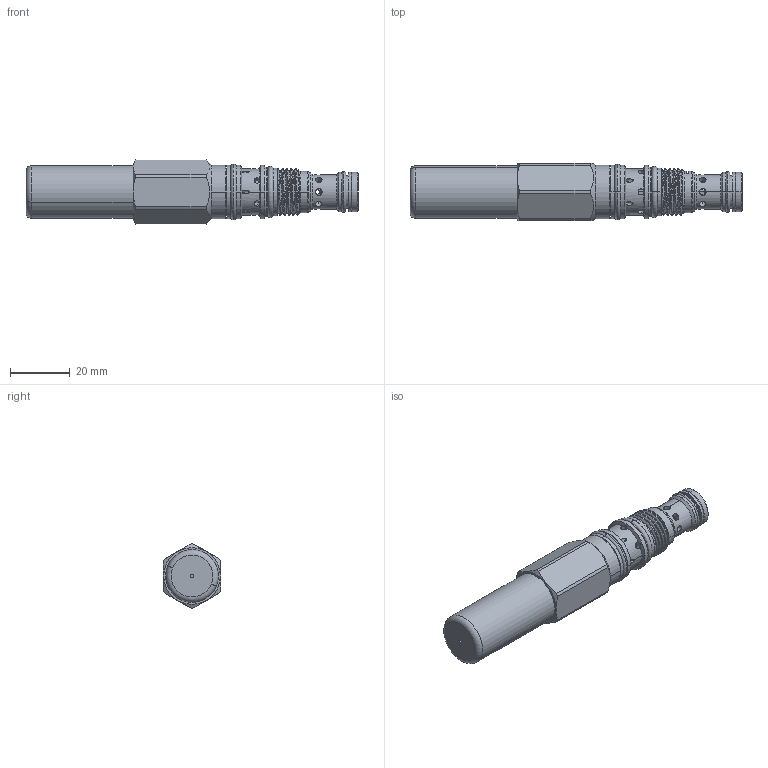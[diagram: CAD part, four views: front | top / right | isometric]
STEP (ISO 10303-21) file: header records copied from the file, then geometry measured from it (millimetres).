
FILE_DESCRIPTION (( 'STEP AP203' ), '1' );
FILE_NAME ('PD163A30-C.STEP', '2020-12-02T02:49:22', ( '' ), ( '' ), 'SwSTEP 2.0', 'SolidWorks 2018', '' );
FILE_SCHEMA (( 'CONFIG_CONTROL_DESIGN' ));
Length unit declared in the file: millimetre
Products named in the file (1): PD163A30-C
Bounding box: 110.92 x 19.05 x 21.4 mm (x, y, z)
Volume: 24792.7 mm3; surface area: 9268.7 mm2
Topology: 7 solids, 10 shells, 275 faces, 682 edges, 428 vertices
Faces by surface type: cylinder 169, plane 41, cone 35, torus 27, bspline 3
Entity records: 11268 total; most frequent: CARTESIAN_POINT 4800, ORIENTED_EDGE 1364, DIRECTION 1297, EDGE_CURVE 682, AXIS2_PLACEMENT_3D 552, VERTEX_POINT 428, EDGE_LOOP 322, CIRCLE 279
